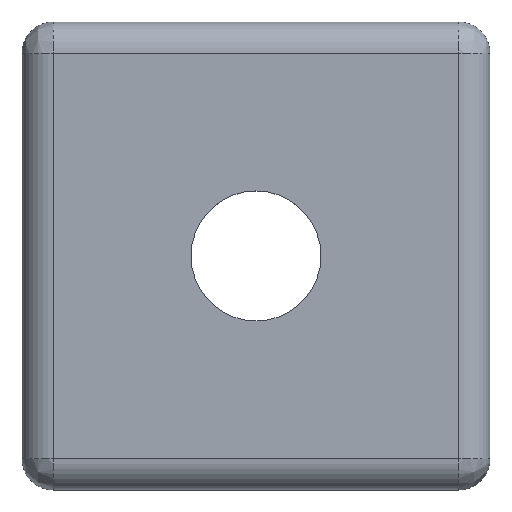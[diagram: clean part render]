
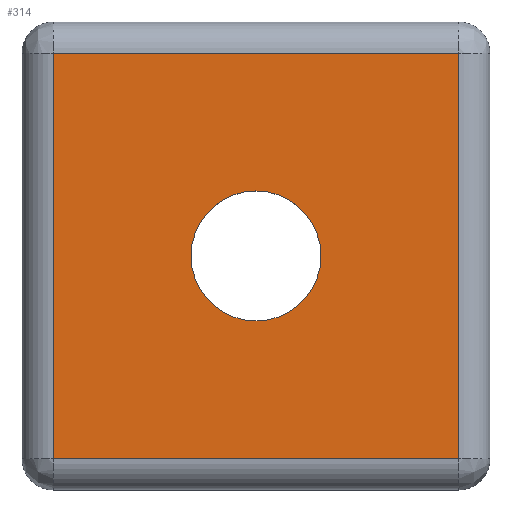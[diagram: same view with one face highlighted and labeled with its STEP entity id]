
A CAD part, top view. The second image highlights one B-rep face of the part: STEP entity #314.
In plain terms, the highlighted planar face has unit normal (0, 0, 1).
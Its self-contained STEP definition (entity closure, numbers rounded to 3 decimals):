
#5 = ORIENTED_EDGE ( 'NONE', *, *, #217, .T. ) ;
#25 = VECTOR ( 'NONE', #210, 1000. ) ;
#36 = DIRECTION ( 'NONE',  ( 0., 0., -1. ) ) ;
#50 = VERTEX_POINT ( 'NONE', #545 ) ;
#57 = CARTESIAN_POINT ( 'NONE',  ( 0., 19.5, 4. ) ) ;
#85 = VECTOR ( 'NONE', #249, 1000. ) ;
#97 = CARTESIAN_POINT ( 'NONE',  ( 0., -19.5, 4. ) ) ;
#110 = CIRCLE ( 'NONE', #494, 6.25 ) ;
#111 = ORIENTED_EDGE ( 'NONE', *, *, #285, .T. ) ;
#118 = EDGE_CURVE ( 'NONE', #518, #546, #287, .T. ) ;
#125 = CARTESIAN_POINT ( 'NONE',  ( 0., 0., 4. ) ) ;
#130 = EDGE_CURVE ( 'NONE', #405, #322, #606, .T. ) ;
#136 = DIRECTION ( 'NONE',  ( 0., 0., 1. ) ) ;
#138 = DIRECTION ( 'NONE',  ( 1., 0., 0. ) ) ;
#147 = AXIS2_PLACEMENT_3D ( 'NONE', #125, #36, #225 ) ;
#164 = CARTESIAN_POINT ( 'NONE',  ( 19.5, -19.5, 4. ) ) ;
#180 = LINE ( 'NONE', #443, #380 ) ;
#183 = CARTESIAN_POINT ( 'NONE',  ( -19.5, 19.5, 4. ) ) ;
#205 = CIRCLE ( 'NONE', #147, 6.25 ) ;
#210 = DIRECTION ( 'NONE',  ( -1., 0., 0. ) ) ;
#217 = EDGE_CURVE ( 'NONE', #50, #348, #110, .T. ) ;
#220 = FACE_OUTER_BOUND ( 'NONE', #468, .T. ) ;
#225 = DIRECTION ( 'NONE',  ( 1., 0., 0. ) ) ;
#249 = DIRECTION ( 'NONE',  ( 1., 0., 0. ) ) ;
#265 = ORIENTED_EDGE ( 'NONE', *, *, #118, .T. ) ;
#278 = DIRECTION ( 'NONE',  ( 0., -1., 0. ) ) ;
#285 = EDGE_CURVE ( 'NONE', #348, #50, #205, .T. ) ;
#287 = LINE ( 'NONE', #97, #85 ) ;
#291 = ORIENTED_EDGE ( 'NONE', *, *, #130, .T. ) ;
#314 = ADVANCED_FACE ( 'NONE', ( #347, #220 ), #568, .T. ) ;
#322 = VERTEX_POINT ( 'NONE', #183 ) ;
#347 = FACE_BOUND ( 'NONE', #501, .T. ) ;
#348 = VERTEX_POINT ( 'NONE', #419 ) ;
#351 = EDGE_CURVE ( 'NONE', #322, #518, #500, .T. ) ;
#363 = DIRECTION ( 'NONE',  ( 0., 0., -1. ) ) ;
#380 = VECTOR ( 'NONE', #496, 1000. ) ;
#405 = VERTEX_POINT ( 'NONE', #491 ) ;
#419 = CARTESIAN_POINT ( 'NONE',  ( 6.25, 0., 4. ) ) ;
#443 = CARTESIAN_POINT ( 'NONE',  ( 19.5, 0., 4. ) ) ;
#459 = CARTESIAN_POINT ( 'NONE',  ( 0., 0., 4. ) ) ;
#466 = ORIENTED_EDGE ( 'NONE', *, *, #351, .T. ) ;
#468 = EDGE_LOOP ( 'NONE', ( #466, #265, #567, #291 ) ) ;
#491 = CARTESIAN_POINT ( 'NONE',  ( 19.5, 19.5, 4. ) ) ;
#494 = AXIS2_PLACEMENT_3D ( 'NONE', #517, #363, #521 ) ;
#496 = DIRECTION ( 'NONE',  ( 0., 1., 0. ) ) ;
#500 = LINE ( 'NONE', #527, #516 ) ;
#501 = EDGE_LOOP ( 'NONE', ( #111, #5 ) ) ;
#502 = CARTESIAN_POINT ( 'NONE',  ( -19.5, -19.5, 4. ) ) ;
#516 = VECTOR ( 'NONE', #278, 1000. ) ;
#517 = CARTESIAN_POINT ( 'NONE',  ( 0., 0., 4. ) ) ;
#518 = VERTEX_POINT ( 'NONE', #502 ) ;
#520 = AXIS2_PLACEMENT_3D ( 'NONE', #459, #136, #138 ) ;
#521 = DIRECTION ( 'NONE',  ( 1., 0., 0. ) ) ;
#527 = CARTESIAN_POINT ( 'NONE',  ( -19.5, 0., 4. ) ) ;
#545 = CARTESIAN_POINT ( 'NONE',  ( -6.25, 0., 4. ) ) ;
#546 = VERTEX_POINT ( 'NONE', #164 ) ;
#567 = ORIENTED_EDGE ( 'NONE', *, *, #573, .T. ) ;
#568 = PLANE ( 'NONE',  #520 ) ;
#573 = EDGE_CURVE ( 'NONE', #546, #405, #180, .T. ) ;
#606 = LINE ( 'NONE', #57, #25 ) ;
